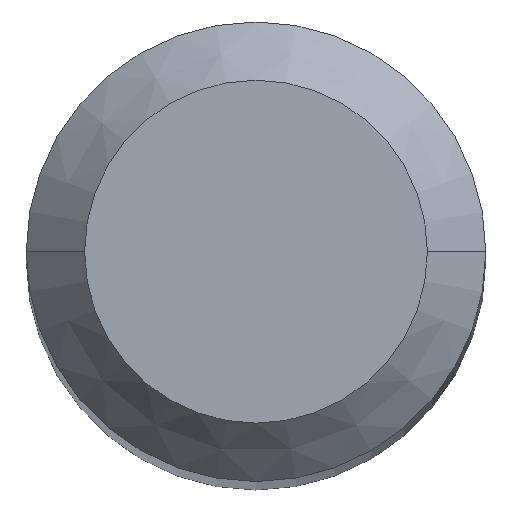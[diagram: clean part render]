
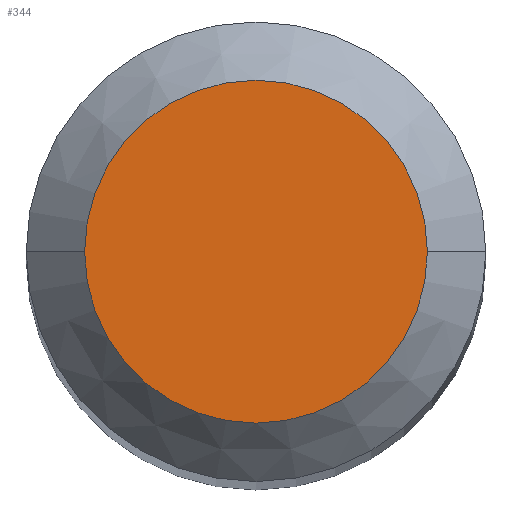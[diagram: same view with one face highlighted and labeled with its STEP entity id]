
A CAD part, top view. The second image highlights one B-rep face of the part: STEP entity #344.
In plain terms, the highlighted planar face has unit normal (0, 0, 1).
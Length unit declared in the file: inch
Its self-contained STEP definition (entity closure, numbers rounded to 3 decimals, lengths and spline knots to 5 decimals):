
#74 = CIRCLE ( 'NONE', #258, 0.04405 ) ;
#77 = EDGE_CURVE ( 'NONE', #343, #85, #74, .T. ) ;
#85 = VERTEX_POINT ( 'NONE', #340 ) ;
#96 = DIRECTION ( 'NONE',  ( 1., 0., 0. ) ) ;
#100 = DIRECTION ( 'NONE',  ( 0., 0., 1. ) ) ;
#103 = EDGE_CURVE ( 'NONE', #85, #343, #266, .T. ) ;
#108 = FACE_OUTER_BOUND ( 'NONE', #357, .T. ) ;
#170 = AXIS2_PLACEMENT_3D ( 'NONE', #310, #100, #242 ) ;
#223 = AXIS2_PLACEMENT_3D ( 'NONE', #353, #388, #319 ) ;
#226 = ORIENTED_EDGE ( 'NONE', *, *, #103, .T. ) ;
#237 = DIRECTION ( 'NONE',  ( 0., 0., 1. ) ) ;
#242 = DIRECTION ( 'NONE',  ( 1., 0., 0. ) ) ;
#258 = AXIS2_PLACEMENT_3D ( 'NONE', #442, #237, #96 ) ;
#266 = CIRCLE ( 'NONE', #170, 0.04405 ) ;
#283 = PLANE ( 'NONE',  #223 ) ;
#290 = CARTESIAN_POINT ( 'NONE',  ( 0.04405, 0., 0. ) ) ;
#310 = CARTESIAN_POINT ( 'NONE',  ( 0., 0., 0. ) ) ;
#319 = DIRECTION ( 'NONE',  ( -1., 0., 0. ) ) ;
#340 = CARTESIAN_POINT ( 'NONE',  ( -0.04405, 0., 0. ) ) ;
#343 = VERTEX_POINT ( 'NONE', #290 ) ;
#344 = ADVANCED_FACE ( 'NONE', ( #108 ), #283, .F. ) ;
#353 = CARTESIAN_POINT ( 'NONE',  ( 0., 0.04405, 0. ) ) ;
#357 = EDGE_LOOP ( 'NONE', ( #226, #400 ) ) ;
#388 = DIRECTION ( 'NONE',  ( 0., 0., -1. ) ) ;
#400 = ORIENTED_EDGE ( 'NONE', *, *, #77, .T. ) ;
#442 = CARTESIAN_POINT ( 'NONE',  ( 0., 0., 0. ) ) ;
